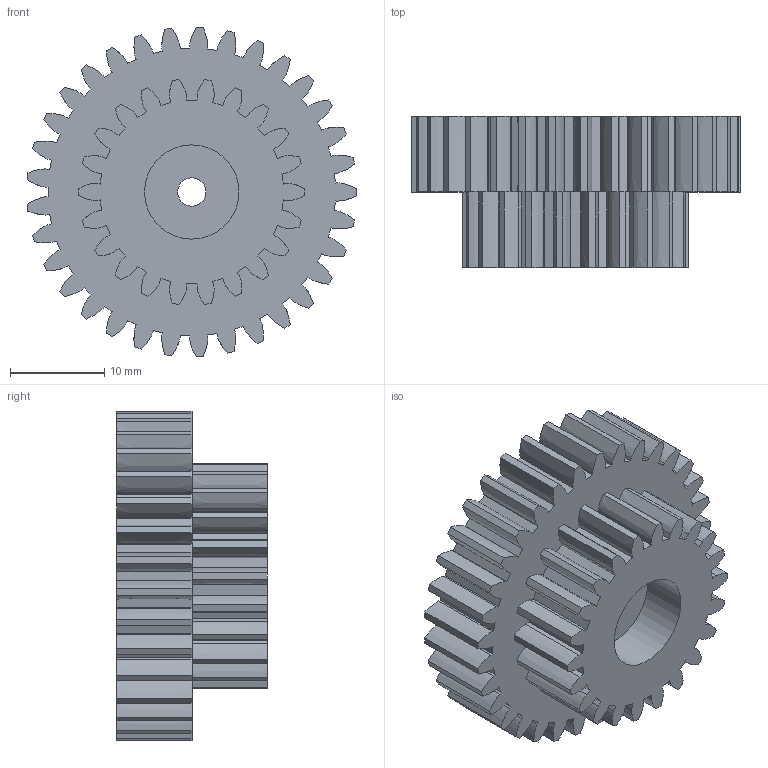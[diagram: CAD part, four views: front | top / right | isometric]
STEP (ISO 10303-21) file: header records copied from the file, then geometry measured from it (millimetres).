
FILE_DESCRIPTION(('FreeCAD Model'),'2;1');
FILE_NAME('Open CASCADE Shape Model','2023-02-20T21:07:44',(''),(''), 'Open CASCADE STEP processor 7.6','FreeCAD','Unknown');
FILE_SCHEMA(('AUTOMOTIVE_DESIGN { 1 0 10303 214 1 1 1 1 }'));
Length unit declared in the file: millimetre
Products named in the file (1): первая промежуточная шестерня
Bounding box: 34.95 x 16 x 34.99 mm (x, y, z)
Volume: 8906.3 mm3; surface area: 4919.6 mm2
Topology: 1 solids, 1 shells, 338 faces, 999 edges, 666 vertices
Faces by surface type: extrusion 322, plane 13, cylinder 3
Full cylindrical faces by diameter (mm): 3 x1, 10 x2
Entity records: 26402 total; most frequent: CARTESIAN_POINT 8924, DIRECTION 2069, VECTOR 2019, ORIENTED_EDGE 1998, PCURVE 1998, DEFINITIONAL_REPRESENTATION 1998, LINE 1697, B_SPLINE_CURVE_WITH_KNOTS 1610
